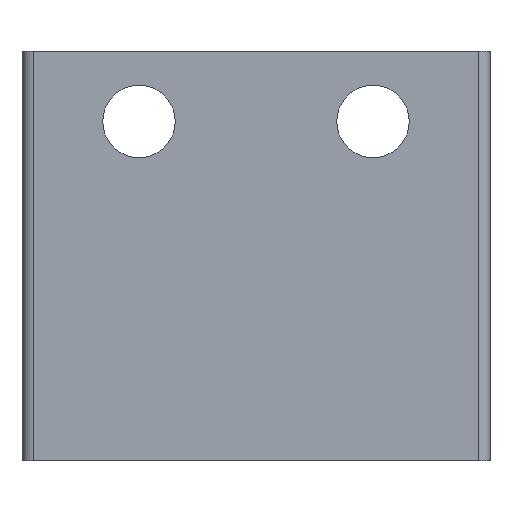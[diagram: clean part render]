
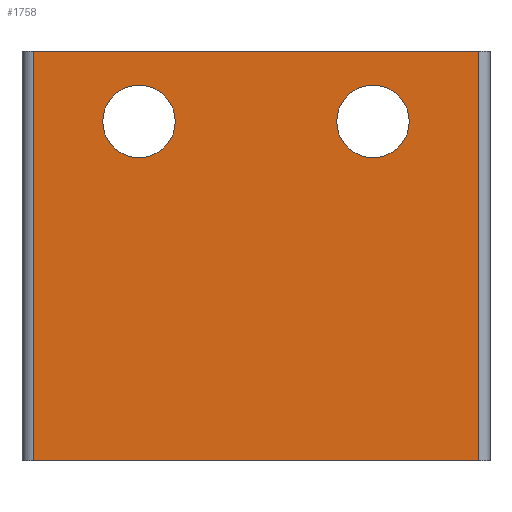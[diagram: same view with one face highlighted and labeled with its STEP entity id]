
A CAD part, left-side view. The second image highlights one B-rep face of the part: STEP entity #1758.
In plain terms, the highlighted planar face has unit normal (-1, 0, 0).
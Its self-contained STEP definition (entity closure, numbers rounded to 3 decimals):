
#17=FACE_BOUND('',#162,.T.);
#18=FACE_BOUND('',#163,.T.);
#26=PLANE('',#1937);
#65=FACE_OUTER_BOUND('',#161,.T.);
#161=EDGE_LOOP('',(#1284,#1285,#1286,#1287));
#162=EDGE_LOOP('',(#1288));
#163=EDGE_LOOP('',(#1289));
#293=LINE('',#2901,#443);
#295=LINE('',#2913,#445);
#296=LINE('',#2916,#446);
#297=LINE('',#2917,#447);
#443=VECTOR('',#2282,10.);
#445=VECTOR('',#2298,10.);
#446=VECTOR('',#2301,10.);
#447=VECTOR('',#2302,10.);
#613=CIRCLE('',#1938,1.55);
#614=CIRCLE('',#1939,1.55);
#773=VERTEX_POINT('',#2898);
#774=VERTEX_POINT('',#2900);
#777=VERTEX_POINT('',#2911);
#778=VERTEX_POINT('',#2915);
#779=VERTEX_POINT('',#2918);
#780=VERTEX_POINT('',#2920);
#970=EDGE_CURVE('',#773,#774,#293,.T.);
#976=EDGE_CURVE('',#777,#773,#295,.T.);
#977=EDGE_CURVE('',#778,#777,#296,.T.);
#978=EDGE_CURVE('',#774,#778,#297,.T.);
#979=EDGE_CURVE('',#779,#779,#613,.T.);
#980=EDGE_CURVE('',#780,#780,#614,.T.);
#1284=ORIENTED_EDGE('',*,*,#976,.F.);
#1285=ORIENTED_EDGE('',*,*,#977,.F.);
#1286=ORIENTED_EDGE('',*,*,#978,.F.);
#1287=ORIENTED_EDGE('',*,*,#970,.F.);
#1288=ORIENTED_EDGE('',*,*,#979,.T.);
#1289=ORIENTED_EDGE('',*,*,#980,.T.);
#1758=ADVANCED_FACE('',(#65,#17,#18),#26,.T.);
#1937=AXIS2_PLACEMENT_3D('',#2914,#2299,#2300);
#1938=AXIS2_PLACEMENT_3D('',#2919,#2303,#2304);
#1939=AXIS2_PLACEMENT_3D('',#2921,#2305,#2306);
#2282=DIRECTION('',(0.,-1.,0.));
#2298=DIRECTION('',(0.,0.,1.));
#2299=DIRECTION('center_axis',(-1.,0.,0.));
#2300=DIRECTION('ref_axis',(0.,-1.,0.));
#2301=DIRECTION('',(0.,1.,0.));
#2302=DIRECTION('',(0.,0.,-1.));
#2303=DIRECTION('center_axis',(1.,0.,0.));
#2304=DIRECTION('ref_axis',(0.,1.,0.));
#2305=DIRECTION('center_axis',(1.,0.,0.));
#2306=DIRECTION('ref_axis',(0.,1.,0.));
#2898=CARTESIAN_POINT('',(0.,19.5,15.5));
#2900=CARTESIAN_POINT('',(0.,0.5,15.5));
#2901=CARTESIAN_POINT('',(0.,20.,15.5));
#2911=CARTESIAN_POINT('',(0.,19.5,-2.));
#2913=CARTESIAN_POINT('',(0.,19.5,0.));
#2914=CARTESIAN_POINT('Origin',(0.,20.,0.));
#2915=CARTESIAN_POINT('',(0.,0.5,-2.));
#2916=CARTESIAN_POINT('',(0.,20.,-2.));
#2917=CARTESIAN_POINT('',(0.,0.5,0.));
#2918=CARTESIAN_POINT('',(0.,3.45,12.5));
#2919=CARTESIAN_POINT('Origin',(0.,5.,12.5));
#2920=CARTESIAN_POINT('',(0.,13.45,12.5));
#2921=CARTESIAN_POINT('Origin',(0.,15.,12.5));
